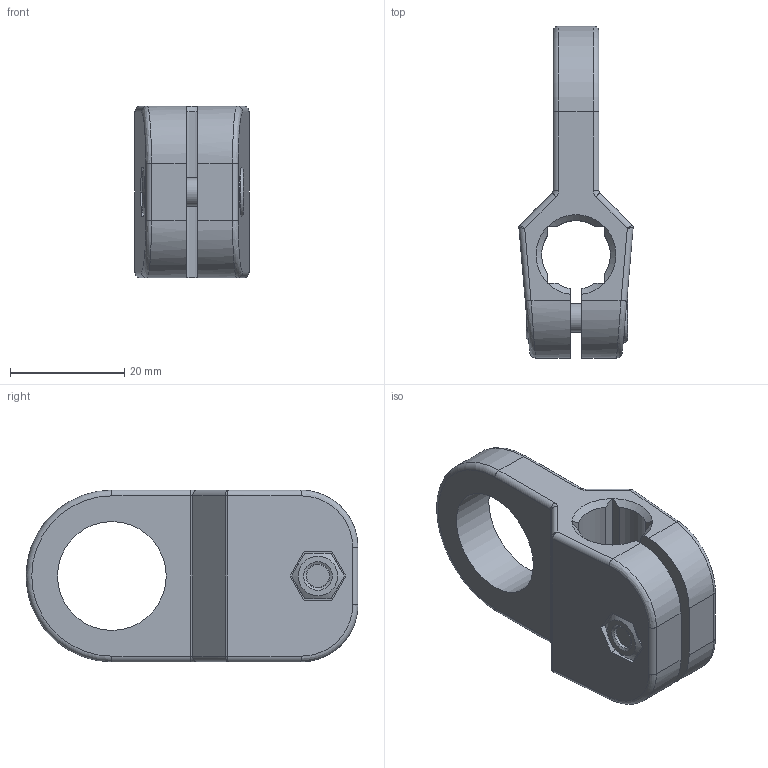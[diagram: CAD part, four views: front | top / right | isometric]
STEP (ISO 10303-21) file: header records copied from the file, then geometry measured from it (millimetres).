
FILE_DESCRIPTION((''),'2;1');
FILE_NAME('730012.ipt.stp','2010-09-05T12:30:47',(''),(''),'Autodesk Inventor 2010','Autodesk Inventor 2010','');
FILE_SCHEMA(('AUTOMOTIVE_DESIGN { 1 0 10303 214 1 1 1 1 }'));
Length unit declared in the file: millimetre
Products named in the file (1): 730012
Bounding box: 19.96 x 58 x 30 mm (x, y, z)
Volume: 13863.4 mm3; surface area: 7533.7 mm2
Topology: 3 solids, 3 shells, 107 faces, 263 edges, 161 vertices
Faces by surface type: plane 45, cylinder 26, bspline 18, cone 11, torus 7
Full cylindrical faces by diameter (mm): 5 x1, 8.5 x1, 8.7 x1
Entity records: 3442 total; most frequent: CARTESIAN_POINT 946, DIRECTION 482, ORIENTED_EDGE 476, EDGE_CURVE 238, AXIS2_PLACEMENT_3D 182, VERTEX_POINT 155, EDGE_LOOP 133, VECTOR 118
